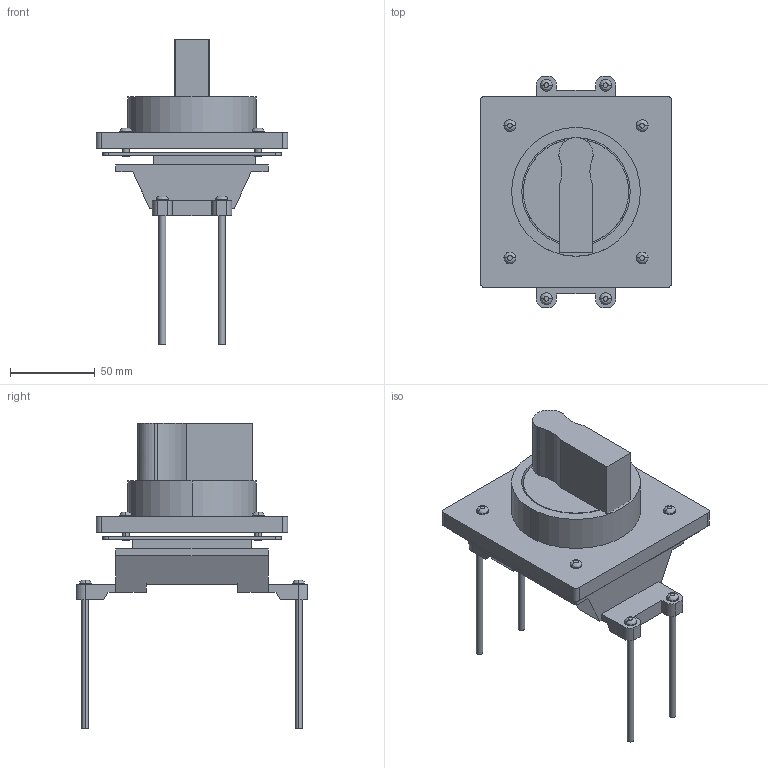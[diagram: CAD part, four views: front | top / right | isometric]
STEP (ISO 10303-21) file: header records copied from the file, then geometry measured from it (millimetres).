
FILE_DESCRIPTION (( 'STEP AP214' ), '1' );
FILE_NAME ('BW9V0GA.step', '2019-06-24T15:35:21', ( '' ), ( '' ), 'SwSTEP 2.0', 'SolidWorks 2018', '' );
FILE_SCHEMA (( 'AUTOMOTIVE_DESIGN' ));
Length unit declared in the file: inch
Products named in the file (1): BW9V0GA
Bounding box: 113 x 136.6 x 180.1 mm (x, y, z)
Volume: 407205.5 mm3; surface area: 101376.2 mm2
Topology: 12 solids, 12 shells, 189 faces, 453 edges, 298 vertices
Faces by surface type: plane 87, cylinder 86, bspline 16
Entity records: 8395 total; most frequent: CARTESIAN_POINT 1253, DIRECTION 971, ORIENTED_EDGE 906, EDGE_CURVE 453, AXIS2_PLACEMENT_3D 368, VERTEX_POINT 298, VECTOR 235, LINE 235
